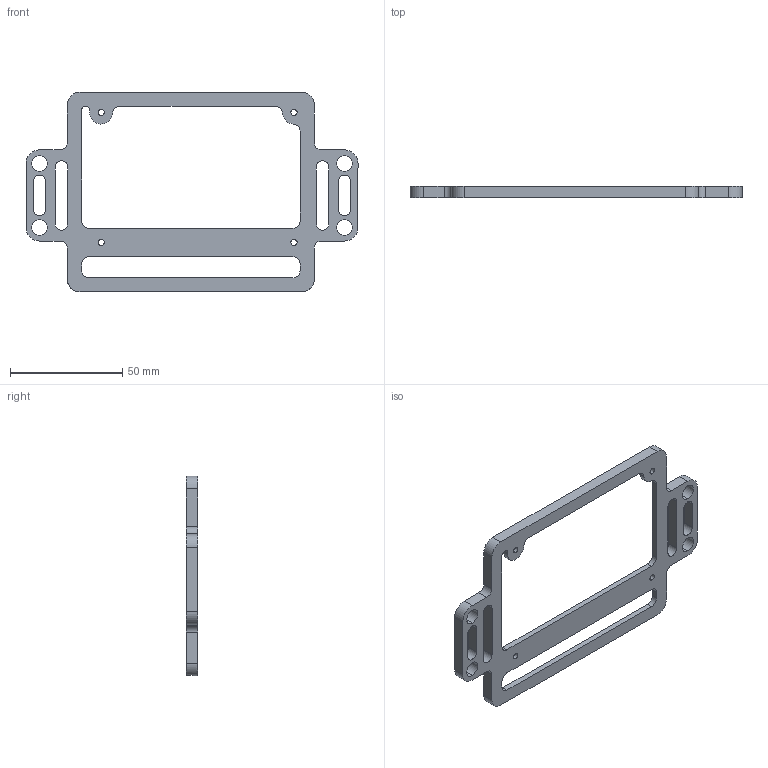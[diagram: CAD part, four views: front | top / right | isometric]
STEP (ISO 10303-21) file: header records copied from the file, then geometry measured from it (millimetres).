
FILE_DESCRIPTION (( 'STEP AP214' ), '1' );
FILE_NAME ('2021 09-13 SSS Modification of jetson_nano_rail_mount_3.STEP', '2021-09-28T17:48:39', ( '' ), ( '' ), 'SwSTEP 2.0', 'SolidWorks 2021', '' );
FILE_SCHEMA (( 'AUTOMOTIVE_DESIGN' ));
Length unit declared in the file: inch
Products named in the file (1): 2021 09-13 SSS Modification of jetson_nano_rail_mount_3
Bounding box: 148.08 x 5.08 x 89.16 mm (x, y, z)
Volume: 16379.7 mm3; surface area: 14778.4 mm2
Topology: 1 solids, 1 shells, 90 faces, 264 edges, 176 vertices
Faces by surface type: cylinder 55, plane 35
Entity records: 3136 total; most frequent: DIRECTION 558, CARTESIAN_POINT 531, ORIENTED_EDGE 528, EDGE_CURVE 264, AXIS2_PLACEMENT_3D 203, VERTEX_POINT 176, VECTOR 152, LINE 152
